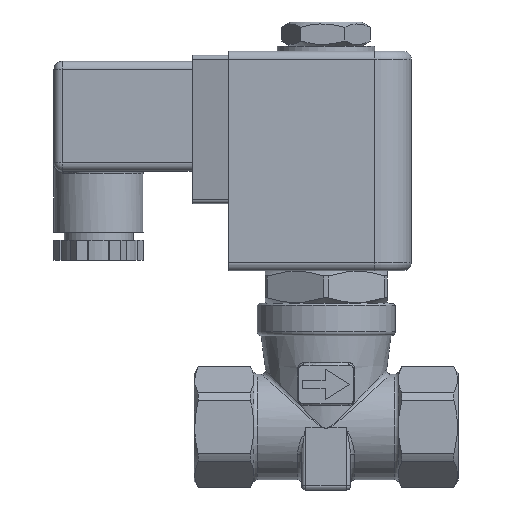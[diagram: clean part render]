
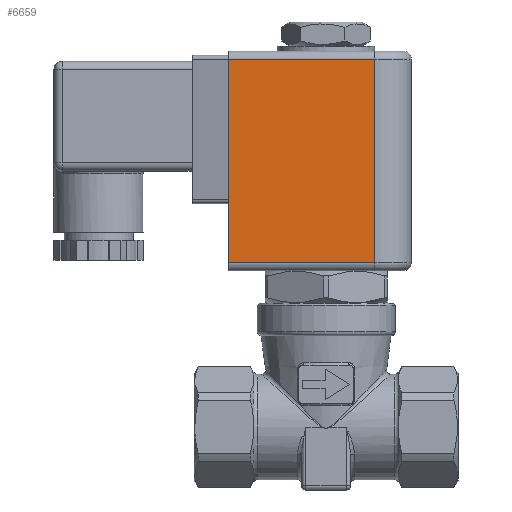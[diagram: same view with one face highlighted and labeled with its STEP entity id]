
A CAD part, left-side view. The second image highlights one B-rep face of the part: STEP entity #6659.
In plain terms, the highlighted planar face has unit normal (-1, 0, 0).
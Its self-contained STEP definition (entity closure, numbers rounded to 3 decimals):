
#955=FACE_OUTER_BOUND('',#1378,.T.);
#1378=EDGE_LOOP('',(#5390,#5391,#5392,#5393));
#2313=LINE('',#10714,#2783);
#2316=LINE('',#10733,#2786);
#2320=LINE('',#10747,#2790);
#2325=LINE('',#10763,#2795);
#2783=VECTOR('',#8474,36.);
#2786=VECTOR('',#8499,50.);
#2790=VECTOR('',#8517,50.);
#2795=VECTOR('',#8540,36.);
#3248=VERTEX_POINT('',#10710);
#3249=VERTEX_POINT('',#10712);
#3254=VERTEX_POINT('',#10732);
#3256=VERTEX_POINT('',#10740);
#3995=EDGE_CURVE('',#3249,#3248,#2313,.T.);
#4004=EDGE_CURVE('',#3248,#3254,#2316,.T.);
#4013=EDGE_CURVE('',#3256,#3249,#2320,.T.);
#4021=EDGE_CURVE('',#3254,#3256,#2325,.T.);
#5390=ORIENTED_EDGE('',*,*,#3995,.F.);
#5391=ORIENTED_EDGE('',*,*,#4013,.F.);
#5392=ORIENTED_EDGE('',*,*,#4021,.F.);
#5393=ORIENTED_EDGE('',*,*,#4004,.F.);
#6387=PLANE('',#7207);
#6659=ADVANCED_FACE('',(#955),#6387,.T.);
#7207=AXIS2_PLACEMENT_3D('',#10766,#8545,#8546);
#8474=DIRECTION('',(0.,1.,0.));
#8499=DIRECTION('',(0.,0.,1.));
#8517=DIRECTION('',(0.,0.,-1.));
#8540=DIRECTION('',(0.,-1.,0.));
#8545=DIRECTION('center_axis',(-1.,0.,0.));
#8546=DIRECTION('ref_axis',(0.,0.,-1.));
#10710=CARTESIAN_POINT('',(-18.,24.,33.));
#10712=CARTESIAN_POINT('',(-18.,-12.,33.));
#10714=CARTESIAN_POINT('',(-18.,-9.75,33.));
#10732=CARTESIAN_POINT('',(-18.,24.,83.));
#10733=CARTESIAN_POINT('',(-18.,24.,31.));
#10740=CARTESIAN_POINT('',(-18.,-12.,83.));
#10747=CARTESIAN_POINT('',(-18.,-12.,31.));
#10763=CARTESIAN_POINT('',(-18.,-9.75,83.));
#10766=CARTESIAN_POINT('Origin',(-18.,-21.,31.));
